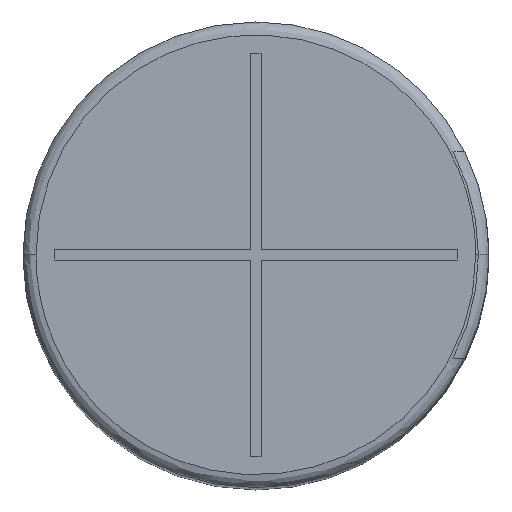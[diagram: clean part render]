
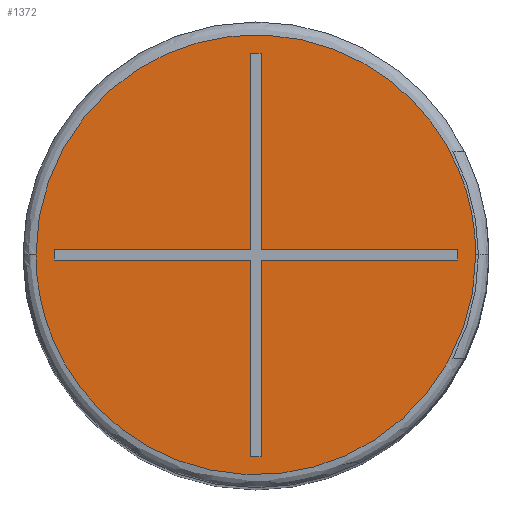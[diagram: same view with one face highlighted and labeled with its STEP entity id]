
A CAD part, top view. The second image highlights one B-rep face of the part: STEP entity #1372.
In plain terms, the highlighted planar face has unit normal (0, 0, 1).
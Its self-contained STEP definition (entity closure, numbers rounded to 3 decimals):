
#21 = LINE ( 'NONE', #110, #970 ) ;
#46 = EDGE_CURVE ( 'NONE', #2378, #3857, #3850, .T. ) ;
#47 = DIRECTION ( 'NONE',  ( 0., 1., 0. ) ) ;
#53 = DIRECTION ( 'NONE',  ( 1., 0., 0. ) ) ;
#110 = CARTESIAN_POINT ( 'NONE',  ( -0.2, 0., 52. ) ) ;
#115 = CARTESIAN_POINT ( 'NONE',  ( 0.2, -0.2, 52. ) ) ;
#143 =( BOUNDED_CURVE ( )  B_SPLINE_CURVE ( 3, ( #1275, #2016, #2604, #3023 ),
 .UNSPECIFIED., .F., .T. ) 
 B_SPLINE_CURVE_WITH_KNOTS ( ( 4, 4 ),
 ( 0., 0.5 ),
 .UNSPECIFIED. ) 
 CURVE ( )  GEOMETRIC_REPRESENTATION_ITEM ( )  RATIONAL_B_SPLINE_CURVE ( ( 1., 0.333, 0.333, 1. ) ) 
 REPRESENTATION_ITEM ( '' )  );
#178 = LINE ( 'NONE', #496, #212 ) ;
#212 = VECTOR ( 'NONE', #3845, 1000. ) ;
#213 = CARTESIAN_POINT ( 'NONE',  ( 7.8, 0., 52. ) ) ;
#221 = VECTOR ( 'NONE', #657, 1000. ) ;
#412 = DIRECTION ( 'NONE',  ( -1., 0., 0. ) ) ;
#449 = CARTESIAN_POINT ( 'NONE',  ( 0.2, -7.8, 52. ) ) ;
#453 = ORIENTED_EDGE ( 'NONE', *, *, #836, .F. ) ;
#496 = CARTESIAN_POINT ( 'NONE',  ( 0., 7.8, 52. ) ) ;
#500 = CARTESIAN_POINT ( 'NONE',  ( 0., -0.2, 52. ) ) ;
#532 = CARTESIAN_POINT ( 'NONE',  ( -7.8, -0.2, 52. ) ) ;
#567 = CARTESIAN_POINT ( 'NONE',  ( -8.5, 17., 52. ) ) ;
#589 = DIRECTION ( 'NONE',  ( -1., 0., 0. ) ) ;
#599 = EDGE_CURVE ( 'NONE', #2784, #3330, #3615, .T. ) ;
#657 = DIRECTION ( 'NONE',  ( 0., -1., 0. ) ) ;
#759 = EDGE_CURVE ( 'NONE', #3330, #2784, #143, .T. ) ;
#781 = VERTEX_POINT ( 'NONE', #958 ) ;
#836 = EDGE_CURVE ( 'NONE', #3501, #3468, #178, .T. ) ;
#861 = LINE ( 'NONE', #213, #1795 ) ;
#901 = EDGE_CURVE ( 'NONE', #1397, #2564, #3624, .T. ) ;
#912 = ORIENTED_EDGE ( 'NONE', *, *, #2169, .F. ) ;
#954 = VECTOR ( 'NONE', #1838, 1000. ) ;
#958 = CARTESIAN_POINT ( 'NONE',  ( 7.8, -0.2, 52. ) ) ;
#970 = VECTOR ( 'NONE', #2058, 1000. ) ;
#1014 = ORIENTED_EDGE ( 'NONE', *, *, #46, .F. ) ;
#1025 = ORIENTED_EDGE ( 'NONE', *, *, #4026, .F. ) ;
#1059 = CARTESIAN_POINT ( 'NONE',  ( 8.5, 0., 52. ) ) ;
#1099 = CARTESIAN_POINT ( 'NONE',  ( -0.2, -0.2, 52. ) ) ;
#1143 = AXIS2_PLACEMENT_3D ( 'NONE', #2211, #1267, #3965 ) ;
#1171 = LINE ( 'NONE', #500, #954 ) ;
#1187 = ORIENTED_EDGE ( 'NONE', *, *, #901, .F. ) ;
#1189 = CARTESIAN_POINT ( 'NONE',  ( -0.2, 0., 52. ) ) ;
#1217 = VECTOR ( 'NONE', #589, 1000. ) ;
#1248 = FACE_BOUND ( 'NONE', #3533, .T. ) ;
#1266 = ORIENTED_EDGE ( 'NONE', *, *, #2357, .F. ) ;
#1267 = DIRECTION ( 'NONE',  ( 0., 0., -1. ) ) ;
#1275 = CARTESIAN_POINT ( 'NONE',  ( 8.5, 0., 52. ) ) ;
#1288 = VECTOR ( 'NONE', #4194, 1000. ) ;
#1316 = ORIENTED_EDGE ( 'NONE', *, *, #599, .F. ) ;
#1333 = ORIENTED_EDGE ( 'NONE', *, *, #759, .F. ) ;
#1372 = ADVANCED_FACE ( 'NONE', ( #1248, #2280 ), #2571, .F. ) ;
#1397 = VERTEX_POINT ( 'NONE', #2946 ) ;
#1462 = CARTESIAN_POINT ( 'NONE',  ( 0., 0.2, 52. ) ) ;
#1482 = VECTOR ( 'NONE', #4305, 1000. ) ;
#1667 = LINE ( 'NONE', #1684, #1482 ) ;
#1684 = CARTESIAN_POINT ( 'NONE',  ( 0., -7.8, 52. ) ) ;
#1780 = CARTESIAN_POINT ( 'NONE',  ( -0.2, 7.8, 52. ) ) ;
#1795 = VECTOR ( 'NONE', #2205, 1000. ) ;
#1838 = DIRECTION ( 'NONE',  ( 1., 0., 0. ) ) ;
#1869 = CARTESIAN_POINT ( 'NONE',  ( -8.5, 0., 52. ) ) ;
#1949 = CARTESIAN_POINT ( 'NONE',  ( 0., 0.2, 52. ) ) ;
#1972 = EDGE_LOOP ( 'NONE', ( #1333, #1316 ) ) ;
#1979 = VECTOR ( 'NONE', #412, 1000. ) ;
#2016 = CARTESIAN_POINT ( 'NONE',  ( 8.5, -17., 52. ) ) ;
#2058 = DIRECTION ( 'NONE',  ( 0., -1., 0. ) ) ;
#2119 = LINE ( 'NONE', #1462, #1979 ) ;
#2123 = CARTESIAN_POINT ( 'NONE',  ( -7.8, 0.2, 52. ) ) ;
#2169 = EDGE_CURVE ( 'NONE', #3487, #3278, #2312, .T. ) ;
#2174 = ORIENTED_EDGE ( 'NONE', *, *, #2798, .F. ) ;
#2205 = DIRECTION ( 'NONE',  ( 0., 1., 0. ) ) ;
#2211 = CARTESIAN_POINT ( 'NONE',  ( 0., 0., 52. ) ) ;
#2223 = VERTEX_POINT ( 'NONE', #115 ) ;
#2225 = CARTESIAN_POINT ( 'NONE',  ( -0.2, 0.2, 52. ) ) ;
#2239 = CARTESIAN_POINT ( 'NONE',  ( 8.5, 17., 52. ) ) ;
#2280 = FACE_OUTER_BOUND ( 'NONE', #1972, .T. ) ;
#2312 = LINE ( 'NONE', #3678, #221 ) ;
#2348 = EDGE_CURVE ( 'NONE', #2976, #3487, #2119, .T. ) ;
#2357 = EDGE_CURVE ( 'NONE', #2773, #2223, #3072, .T. ) ;
#2378 = VERTEX_POINT ( 'NONE', #1099 ) ;
#2406 = CARTESIAN_POINT ( 'NONE',  ( 0., -0.2, 52. ) ) ;
#2496 = EDGE_CURVE ( 'NONE', #3857, #2773, #1667, .T. ) ;
#2537 = DIRECTION ( 'NONE',  ( 0., -1., 0. ) ) ;
#2564 = VERTEX_POINT ( 'NONE', #2859 ) ;
#2571 = PLANE ( 'NONE',  #1143 ) ;
#2604 = CARTESIAN_POINT ( 'NONE',  ( -8.5, -17., 52. ) ) ;
#2681 = ORIENTED_EDGE ( 'NONE', *, *, #3896, .F. ) ;
#2699 = ORIENTED_EDGE ( 'NONE', *, *, #4380, .F. ) ;
#2725 = CARTESIAN_POINT ( 'NONE',  ( 0.2, 0., 52. ) ) ;
#2773 = VERTEX_POINT ( 'NONE', #449 ) ;
#2784 = VERTEX_POINT ( 'NONE', #3419 ) ;
#2793 = EDGE_CURVE ( 'NONE', #2564, #3501, #3502, .T. ) ;
#2798 = EDGE_CURVE ( 'NONE', #2223, #781, #4100, .T. ) ;
#2859 = CARTESIAN_POINT ( 'NONE',  ( 0.2, 0.2, 52. ) ) ;
#2946 = CARTESIAN_POINT ( 'NONE',  ( 7.8, 0.2, 52. ) ) ;
#2976 = VERTEX_POINT ( 'NONE', #2225 ) ;
#3023 = CARTESIAN_POINT ( 'NONE',  ( -8.5, 0., 52. ) ) ;
#3072 = LINE ( 'NONE', #3412, #3324 ) ;
#3171 = ORIENTED_EDGE ( 'NONE', *, *, #2496, .F. ) ;
#3247 = CARTESIAN_POINT ( 'NONE',  ( -0.2, -7.8, 52. ) ) ;
#3278 = VERTEX_POINT ( 'NONE', #532 ) ;
#3324 = VECTOR ( 'NONE', #47, 1000. ) ;
#3330 = VERTEX_POINT ( 'NONE', #1059 ) ;
#3412 = CARTESIAN_POINT ( 'NONE',  ( 0.2, 0., 52. ) ) ;
#3419 = CARTESIAN_POINT ( 'NONE',  ( -8.5, 0., 52. ) ) ;
#3468 = VERTEX_POINT ( 'NONE', #1780 ) ;
#3487 = VERTEX_POINT ( 'NONE', #2123 ) ;
#3501 = VERTEX_POINT ( 'NONE', #4209 ) ;
#3502 = LINE ( 'NONE', #2725, #1288 ) ;
#3533 = EDGE_LOOP ( 'NONE', ( #2174, #1266, #3171, #1014, #2681, #912, #3580, #1025, #453, #4234, #1187, #2699 ) ) ;
#3580 = ORIENTED_EDGE ( 'NONE', *, *, #2348, .F. ) ;
#3615 =( BOUNDED_CURVE ( )  B_SPLINE_CURVE ( 3, ( #1869, #567, #2239, #3946 ),
 .UNSPECIFIED., .F., .T. ) 
 B_SPLINE_CURVE_WITH_KNOTS ( ( 4, 4 ),
 ( 0.5, 1. ),
 .UNSPECIFIED. ) 
 CURVE ( )  GEOMETRIC_REPRESENTATION_ITEM ( )  RATIONAL_B_SPLINE_CURVE ( ( 1., 0.333, 0.333, 1. ) ) 
 REPRESENTATION_ITEM ( '' )  );
#3624 = LINE ( 'NONE', #1949, #1217 ) ;
#3678 = CARTESIAN_POINT ( 'NONE',  ( -7.8, 0., 52. ) ) ;
#3845 = DIRECTION ( 'NONE',  ( -1., 0., 0. ) ) ;
#3850 = LINE ( 'NONE', #1189, #4101 ) ;
#3857 = VERTEX_POINT ( 'NONE', #3247 ) ;
#3896 = EDGE_CURVE ( 'NONE', #3278, #2378, #1171, .T. ) ;
#3946 = CARTESIAN_POINT ( 'NONE',  ( 8.5, 0., 52. ) ) ;
#3965 = DIRECTION ( 'NONE',  ( 0., 1., 0. ) ) ;
#4026 = EDGE_CURVE ( 'NONE', #3468, #2976, #21, .T. ) ;
#4100 = LINE ( 'NONE', #2406, #4258 ) ;
#4101 = VECTOR ( 'NONE', #2537, 1000. ) ;
#4194 = DIRECTION ( 'NONE',  ( 0., 1., 0. ) ) ;
#4209 = CARTESIAN_POINT ( 'NONE',  ( 0.2, 7.8, 52. ) ) ;
#4234 = ORIENTED_EDGE ( 'NONE', *, *, #2793, .F. ) ;
#4258 = VECTOR ( 'NONE', #53, 1000. ) ;
#4305 = DIRECTION ( 'NONE',  ( 1., 0., 0. ) ) ;
#4380 = EDGE_CURVE ( 'NONE', #781, #1397, #861, .T. ) ;
